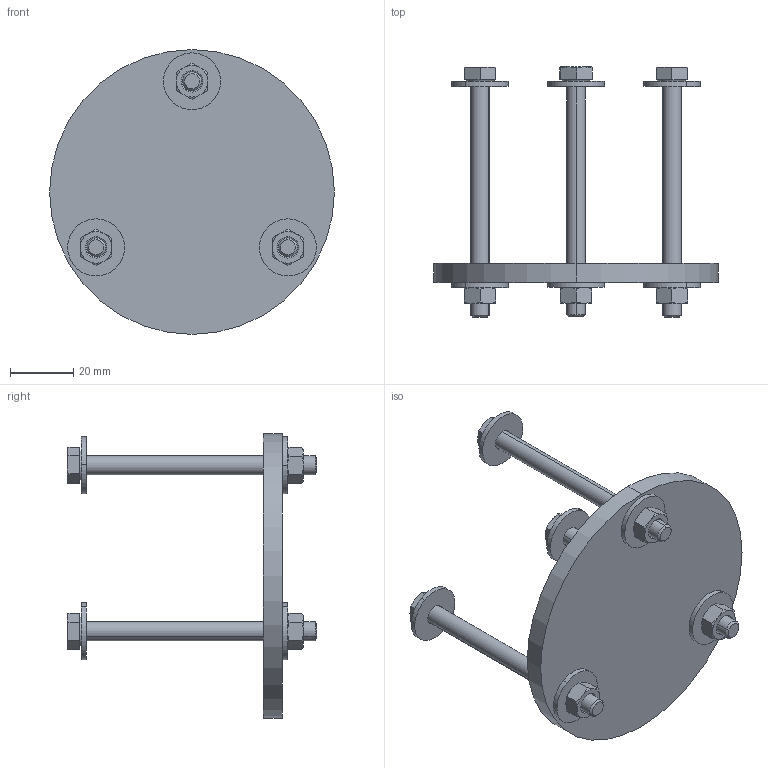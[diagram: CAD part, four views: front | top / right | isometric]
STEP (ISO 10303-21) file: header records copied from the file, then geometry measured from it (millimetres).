
FILE_DESCRIPTION (( 'STEP AP203' ), '1' );
FILE_NAME ('0529010702.STEP', '2024-06-03T11:58:48', ( '' ), ( '' ), 'SwSTEP 2.0', 'SolidWorks 2022', '' );
FILE_SCHEMA (( 'CONFIG_CONTROL_DESIGN' ));
Length unit declared in the file: metre
Products named in the file (1): 0529010702
Bounding box: 90 x 79 x 90 mm (x, y, z)
Volume: 48134.7 mm3; surface area: 24227.2 mm2
Topology: 13 solids, 13 shells, 199 faces, 420 edges, 253 vertices
Faces by surface type: cone 81, plane 68, cylinder 44, torus 6
Entity records: 5658 total; most frequent: CARTESIAN_POINT 1353, DIRECTION 899, ORIENTED_EDGE 840, EDGE_CURVE 420, AXIS2_PLACEMENT_3D 387, VERTEX_POINT 253, EDGE_LOOP 229, ADVANCED_FACE 199
